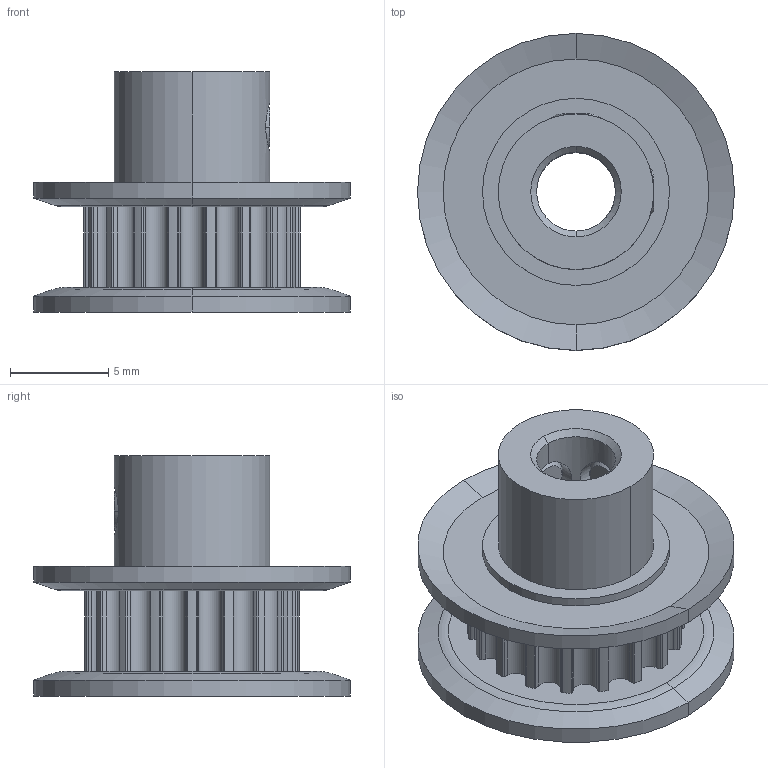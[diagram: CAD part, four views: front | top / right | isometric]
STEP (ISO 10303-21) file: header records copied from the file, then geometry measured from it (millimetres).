
FILE_DESCRIPTION((''),'2;1');
FILE_NAME('45070','2014-04-14T',('carefree'),(''),'PRO/ENGINEER BY PARAMETRIC TECHNOLOGY CORPORATION, 2005030','PRO/ENGINEER BY PARAMETRIC TECHNOLOGY CORPORATION, 2005030','');
FILE_SCHEMA(('CONFIG_CONTROL_DESIGN'));
Length unit declared in the file: millimetre
Products named in the file (1): 45070
Bounding box: 16.1 x 16.1 x 12.2 mm (x, y, z)
Volume: 837.1 mm3; surface area: 1259.8 mm2
Topology: 1 solids, 1 shells, 177 faces, 482 edges, 316 vertices
Faces by surface type: cylinder 128, plane 25, cone 20, torus 4
Entity records: 6184 total; most frequent: CARTESIAN_POINT 1399, DIRECTION 1114, ORIENTED_EDGE 964, EDGE_CURVE 482, AXIS2_PLACEMENT_3D 463, VERTEX_POINT 316, CIRCLE 286, VECTOR 188
